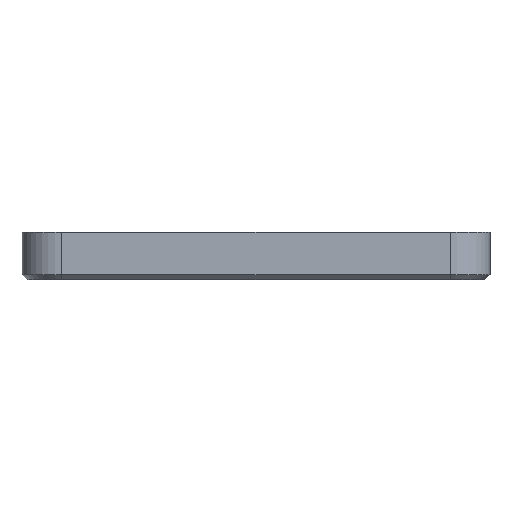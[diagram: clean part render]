
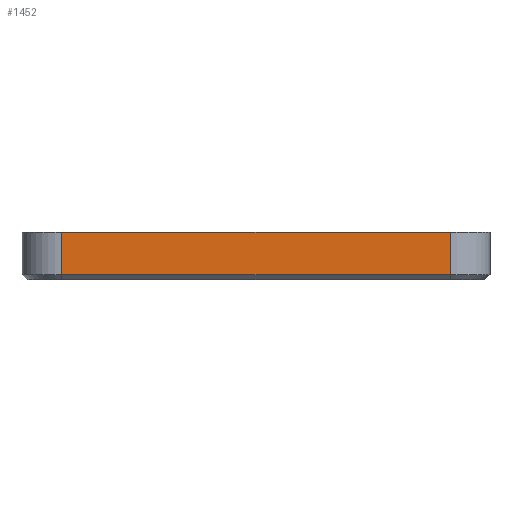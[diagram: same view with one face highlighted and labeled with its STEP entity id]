
A CAD part, front view. The second image highlights one B-rep face of the part: STEP entity #1452.
In plain terms, the highlighted planar face has unit normal (0, -1, 0).
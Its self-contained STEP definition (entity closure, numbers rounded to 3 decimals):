
#144=FACE_OUTER_BOUND('',#235,.T.);
#235=EDGE_LOOP('',(#1247,#1248,#1249,#1250));
#352=LINE('',#2359,#500);
#382=LINE('',#2438,#530);
#383=LINE('',#2442,#531);
#384=LINE('',#2443,#532);
#500=VECTOR('',#1927,10.);
#530=VECTOR('',#2017,10.);
#531=VECTOR('',#2022,10.);
#532=VECTOR('',#2023,10.);
#682=VERTEX_POINT('',#2350);
#685=VERTEX_POINT('',#2358);
#704=VERTEX_POINT('',#2437);
#705=VERTEX_POINT('',#2441);
#855=EDGE_CURVE('',#682,#685,#352,.T.);
#895=EDGE_CURVE('',#682,#704,#382,.T.);
#897=EDGE_CURVE('',#705,#685,#383,.T.);
#898=EDGE_CURVE('',#704,#705,#384,.T.);
#1247=ORIENTED_EDGE('',*,*,#855,.T.);
#1248=ORIENTED_EDGE('',*,*,#897,.F.);
#1249=ORIENTED_EDGE('',*,*,#898,.F.);
#1250=ORIENTED_EDGE('',*,*,#895,.F.);
#1367=PLANE('',#1608);
#1452=ADVANCED_FACE('',(#144),#1367,.T.);
#1608=AXIS2_PLACEMENT_3D('',#2440,#2020,#2021);
#1927=DIRECTION('',(-1.,0.,0.));
#2017=DIRECTION('',(0.,0.,-1.));
#2020=DIRECTION('center_axis',(0.,-1.,0.));
#2021=DIRECTION('ref_axis',(-1.,0.,0.));
#2022=DIRECTION('',(0.,0.,1.));
#2023=DIRECTION('',(-1.,0.,0.));
#2350=CARTESIAN_POINT('',(40.25,0.,-0.5));
#2358=CARTESIAN_POINT('',(3.75,0.,-0.5));
#2359=CARTESIAN_POINT('',(38.625,0.,-0.5));
#2437=CARTESIAN_POINT('',(40.25,0.,-4.5));
#2438=CARTESIAN_POINT('',(40.25,0.,0.));
#2440=CARTESIAN_POINT('Origin',(44.,0.,0.));
#2441=CARTESIAN_POINT('',(3.75,0.,-4.5));
#2442=CARTESIAN_POINT('',(3.75,0.,0.));
#2443=CARTESIAN_POINT('',(33.,0.,-4.5));
